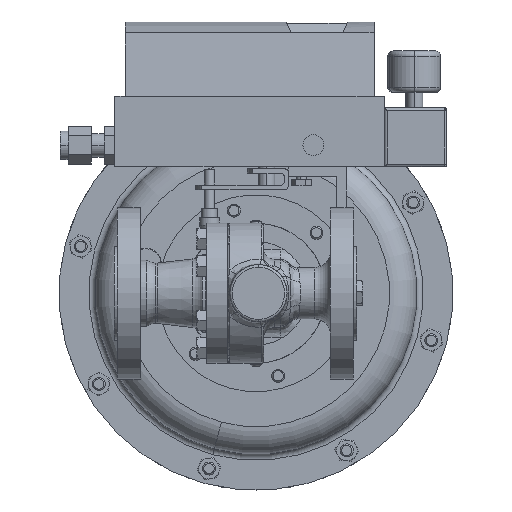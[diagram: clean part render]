
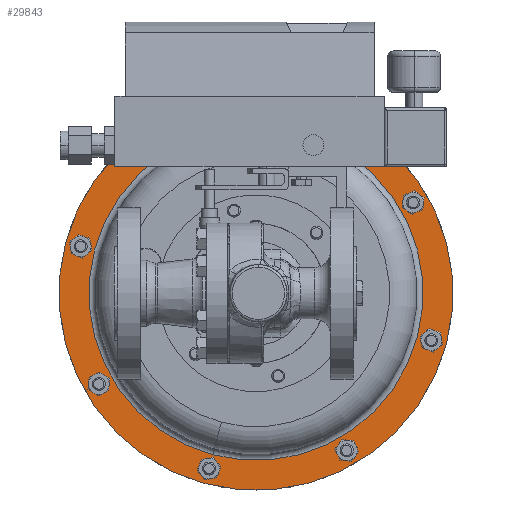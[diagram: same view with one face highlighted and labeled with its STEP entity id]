
A CAD part, front view. The second image highlights one B-rep face of the part: STEP entity #29843.
In plain terms, the highlighted planar face has unit normal (0, -1, 0).
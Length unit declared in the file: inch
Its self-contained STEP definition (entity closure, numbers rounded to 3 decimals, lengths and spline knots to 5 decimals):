
#436 = DIRECTION ( 'NONE',  ( -0.259, 0., -0.966 ) ) ;
#557 = CARTESIAN_POINT ( 'NONE',  ( 1.87544, 11.69479, 3.76298 ) ) ;
#962 = VERTEX_POINT ( 'NONE', #23590 ) ;
#3162 = DIRECTION ( 'NONE',  ( -0.259, 0., -0.966 ) ) ;
#4014 = EDGE_CURVE ( 'NONE', #23192, #21895, #31324, .T. ) ;
#7860 = EDGE_LOOP ( 'NONE', ( #31228, #19386 ) ) ;
#9250 = CARTESIAN_POINT ( 'NONE',  ( 1.87544, 11.69479, 3.76298 ) ) ;
#9274 = DIRECTION ( 'NONE',  ( 0.259, 0., 0.966 ) ) ;
#11405 = EDGE_CURVE ( 'NONE', #21895, #23192, #20434, .T. ) ;
#11842 = DIRECTION ( 'NONE',  ( -0.259, 0., -0.966 ) ) ;
#12243 = CARTESIAN_POINT ( 'NONE',  ( 0.64605, 11.69479, -0.82516 ) ) ;
#12302 = EDGE_CURVE ( 'NONE', #962, #12784, #15526, .T. ) ;
#12521 = AXIS2_PLACEMENT_3D ( 'NONE', #14250, #32204, #16928 ) ;
#12784 = VERTEX_POINT ( 'NONE', #28935 ) ;
#13142 = EDGE_LOOP ( 'NONE', ( #13988, #15508 ) ) ;
#13444 = FACE_BOUND ( 'NONE', #7860, .T. ) ;
#13988 = ORIENTED_EDGE ( 'NONE', *, *, #4014, .F. ) ;
#14101 = CIRCLE ( 'NONE', #12521, 4.029 ) ;
#14250 = CARTESIAN_POINT ( 'NONE',  ( 1.87544, 11.69479, 3.76298 ) ) ;
#15508 = ORIENTED_EDGE ( 'NONE', *, *, #11405, .F. ) ;
#15526 = CIRCLE ( 'NONE', #28039, 4.029 ) ;
#15918 = EDGE_CURVE ( 'NONE', #12784, #962, #14101, .T. ) ;
#15991 = DIRECTION ( 'NONE',  ( 0., 1., 0. ) ) ;
#16928 = DIRECTION ( 'NONE',  ( -0.259, 0., -0.966 ) ) ;
#18736 = DIRECTION ( 'NONE',  ( 0., 1., 0. ) ) ;
#19386 = ORIENTED_EDGE ( 'NONE', *, *, #12302, .T. ) ;
#19570 = CARTESIAN_POINT ( 'NONE',  ( -2.71271, 11.69479, 4.99237 ) ) ;
#20391 = FACE_OUTER_BOUND ( 'NONE', #13142, .T. ) ;
#20434 = CIRCLE ( 'NONE', #28251, 4.75 ) ;
#21895 = VERTEX_POINT ( 'NONE', #24421 ) ;
#22267 = PLANE ( 'NONE',  #23059 ) ;
#23059 = AXIS2_PLACEMENT_3D ( 'NONE', #19570, #24812, #9274 ) ;
#23192 = VERTEX_POINT ( 'NONE', #12243 ) ;
#23590 = CARTESIAN_POINT ( 'NONE',  ( 2.91822, 11.69479, 7.6547 ) ) ;
#24421 = CARTESIAN_POINT ( 'NONE',  ( 3.10483, 11.69479, 8.35113 ) ) ;
#24812 = DIRECTION ( 'NONE',  ( 0., -1., 0. ) ) ;
#27378 = DIRECTION ( 'NONE',  ( 0., 1., 0. ) ) ;
#28039 = AXIS2_PLACEMENT_3D ( 'NONE', #9250, #27378, #11842 ) ;
#28251 = AXIS2_PLACEMENT_3D ( 'NONE', #557, #18736, #3162 ) ;
#28935 = CARTESIAN_POINT ( 'NONE',  ( 0.83265, 11.69479, -0.12873 ) ) ;
#29843 = ADVANCED_FACE ( 'NONE', ( #13444, #20391 ), #22267, .T. ) ;
#31228 = ORIENTED_EDGE ( 'NONE', *, *, #15918, .T. ) ;
#31306 = CARTESIAN_POINT ( 'NONE',  ( 1.87544, 11.69479, 3.76298 ) ) ;
#31324 = CIRCLE ( 'NONE', #32430, 4.75 ) ;
#32204 = DIRECTION ( 'NONE',  ( 0., 1., 0. ) ) ;
#32430 = AXIS2_PLACEMENT_3D ( 'NONE', #31306, #15991, #436 ) ;
